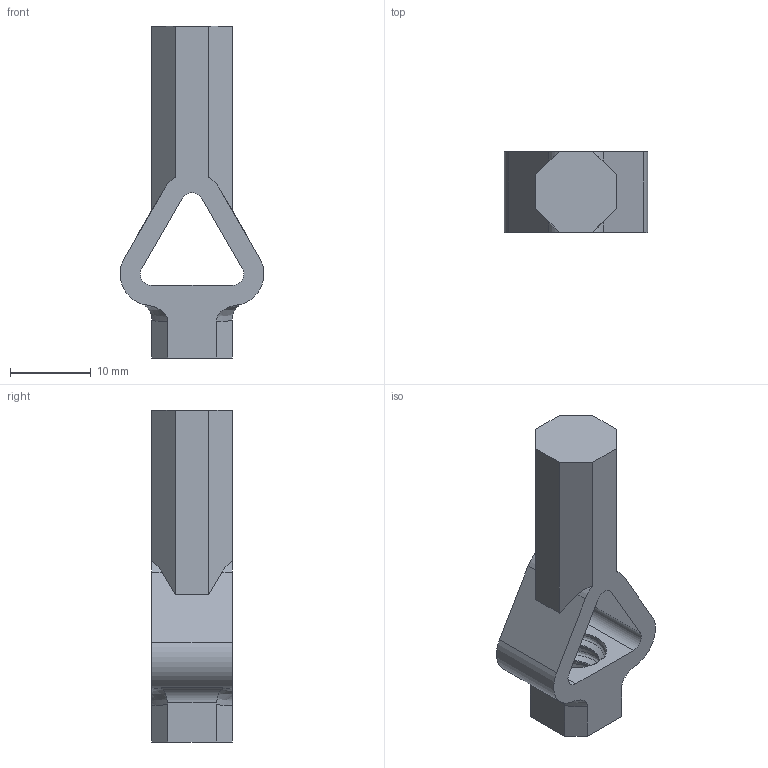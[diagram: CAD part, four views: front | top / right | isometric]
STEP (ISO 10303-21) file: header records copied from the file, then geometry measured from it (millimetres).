
FILE_DESCRIPTION(('FreeCAD Model'),'2;1');
FILE_NAME('HP_led_holder_angular_holder.step', '2019-06-13T07:42:46',('Author'),(''), 'Open CASCADE STEP processor 7.3','FreeCAD','Unknown');
FILE_SCHEMA(('AUTOMOTIVE_DESIGN { 1 0 10303 214 1 1 1 1 }'));
Length unit declared in the file: millimetre
Products named in the file (1): OctArm
Bounding box: 17.8 x 10 x 41.07 mm (x, y, z)
Volume: 3020.3 mm3; surface area: 2203.6 mm2
Topology: 1 solids, 1 shells, 55 faces, 159 edges, 106 vertices
Faces by surface type: plane 22, cylinder 20, bspline 9, cone 4
Entity records: 16879 total; most frequent: CARTESIAN_POINT 14053, DIRECTION 409, ORIENTED_EDGE 318, PCURVE 318, DEFINITIONAL_REPRESENTATION 318, LINE 253, VECTOR 253, B_SPLINE_CURVE_WITH_KNOTS 160
